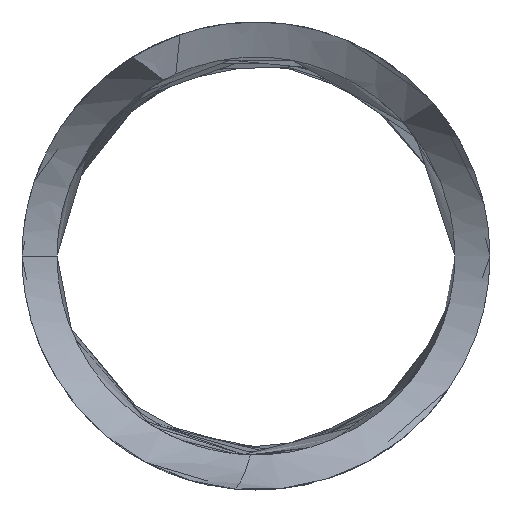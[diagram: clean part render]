
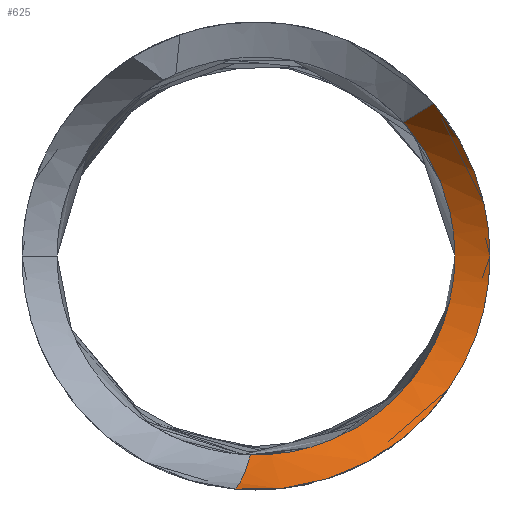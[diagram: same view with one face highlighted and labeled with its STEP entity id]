
A CAD part, front view. The second image highlights one B-rep face of the part: STEP entity #625.
In plain terms, the highlighted free-form (B-spline) face has degree [5, 4] with [6, 5] control points.
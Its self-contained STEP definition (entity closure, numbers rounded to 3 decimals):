
#467=CARTESIAN_POINT('Vertex',(-1648.409,-215.145,-9.615)) ;
#495=CARTESIAN_POINT('Vertex',(-1649.708,-213.709,-10.41)) ;
#499=CARTESIAN_POINT('Control Point',(-1649.708,-213.709,-10.41)) ;
#500=CARTESIAN_POINT('Control Point',(-1649.255,-214.158,-10.125)) ;
#501=CARTESIAN_POINT('Control Point',(-1648.82,-214.637,-9.858)) ;
#502=CARTESIAN_POINT('Control Point',(-1648.409,-215.145,-9.615)) ;
#512=CARTESIAN_POINT('Control Point',(-1402.72,-278.731,-57.866)) ;
#513=CARTESIAN_POINT('Control Point',(-1400.767,-269.078,-59.596)) ;
#514=CARTESIAN_POINT('Control Point',(-1402.07,-265.52,-70.115)) ;
#515=CARTESIAN_POINT('Control Point',(-1405.327,-271.615,-78.904)) ;
#516=CARTESIAN_POINT('Control Point',(-1407.28,-281.269,-77.174)) ;
#517=CARTESIAN_POINT('Control Point',(-1452.92,-266.733,-47.587)) ;
#518=CARTESIAN_POINT('Control Point',(-1450.967,-257.079,-49.317)) ;
#519=CARTESIAN_POINT('Control Point',(-1452.27,-253.521,-59.836)) ;
#520=CARTESIAN_POINT('Control Point',(-1455.527,-259.616,-68.625)) ;
#521=CARTESIAN_POINT('Control Point',(-1457.48,-269.27,-66.895)) ;
#522=CARTESIAN_POINT('Control Point',(-1503.12,-254.734,-37.308)) ;
#523=CARTESIAN_POINT('Control Point',(-1501.167,-245.08,-39.038)) ;
#524=CARTESIAN_POINT('Control Point',(-1502.47,-241.522,-49.557)) ;
#525=CARTESIAN_POINT('Control Point',(-1505.727,-247.618,-58.345)) ;
#526=CARTESIAN_POINT('Control Point',(-1507.68,-257.271,-56.616)) ;
#527=CARTESIAN_POINT('Control Point',(-1553.32,-242.735,-27.029)) ;
#528=CARTESIAN_POINT('Control Point',(-1551.367,-233.081,-28.759)) ;
#529=CARTESIAN_POINT('Control Point',(-1552.67,-229.523,-39.278)) ;
#530=CARTESIAN_POINT('Control Point',(-1555.927,-235.619,-48.066)) ;
#531=CARTESIAN_POINT('Control Point',(-1557.88,-245.272,-46.336)) ;
#532=CARTESIAN_POINT('Control Point',(-1603.52,-230.736,-16.75)) ;
#533=CARTESIAN_POINT('Control Point',(-1601.567,-221.083,-18.48)) ;
#534=CARTESIAN_POINT('Control Point',(-1602.87,-217.524,-28.999)) ;
#535=CARTESIAN_POINT('Control Point',(-1606.127,-223.62,-37.787)) ;
#536=CARTESIAN_POINT('Control Point',(-1608.08,-233.274,-36.057)) ;
#537=CARTESIAN_POINT('Control Point',(-1653.72,-218.737,-6.471)) ;
#538=CARTESIAN_POINT('Control Point',(-1651.767,-209.084,-8.201)) ;
#539=CARTESIAN_POINT('Control Point',(-1653.07,-205.526,-18.72)) ;
#540=CARTESIAN_POINT('Control Point',(-1656.327,-211.621,-27.508)) ;
#541=CARTESIAN_POINT('Control Point',(-1658.28,-221.275,-25.778)) ;
#543=CARTESIAN_POINT('Control Point',(-1656.892,-219.115,-26.085)) ;
#544=CARTESIAN_POINT('Control Point',(-1656.766,-219.015,-26.096)) ;
#545=CARTESIAN_POINT('Control Point',(-1656.641,-218.916,-26.105)) ;
#546=CARTESIAN_POINT('Control Point',(-1656.52,-218.821,-26.112)) ;
#547=CARTESIAN_POINT('Control Point',(-1656.001,-218.415,-26.135)) ;
#548=CARTESIAN_POINT('Control Point',(-1655.477,-218.01,-26.123)) ;
#549=CARTESIAN_POINT('Control Point',(-1655.07,-217.698,-26.094)) ;
#550=CARTESIAN_POINT('Control Point',(-1654.132,-216.988,-25.978)) ;
#551=CARTESIAN_POINT('Control Point',(-1653.195,-216.297,-25.746)) ;
#552=CARTESIAN_POINT('Control Point',(-1652.668,-215.914,-25.578)) ;
#553=CARTESIAN_POINT('Control Point',(-1651.428,-215.029,-25.083)) ;
#554=CARTESIAN_POINT('Control Point',(-1650.237,-214.22,-24.358)) ;
#555=CARTESIAN_POINT('Control Point',(-1649.572,-213.784,-23.855)) ;
#556=CARTESIAN_POINT('Control Point',(-1648.365,-213.026,-22.72)) ;
#557=CARTESIAN_POINT('Control Point',(-1647.379,-212.487,-21.297)) ;
#558=CARTESIAN_POINT('Control Point',(-1646.969,-212.288,-20.547)) ;
#559=CARTESIAN_POINT('Control Point',(-1646.419,-212.073,-19.21)) ;
#560=CARTESIAN_POINT('Control Point',(-1646.118,-212.062,-17.813)) ;
#561=CARTESIAN_POINT('Control Point',(-1646.038,-212.09,-17.244)) ;
#562=CARTESIAN_POINT('Control Point',(-1646.,-212.15,-16.68)) ;
#563=CARTESIAN_POINT('Control Point',(-1646.,-212.238,-16.125)) ;
#564=CARTESIAN_POINT('Vertex',(-1656.892,-219.115,-26.085)) ;
#566=CARTESIAN_POINT('Vertex',(-1646.,-212.238,-16.125)) ;
#570=CARTESIAN_POINT('Control Point',(-1648.409,-215.145,-9.615)) ;
#571=CARTESIAN_POINT('Control Point',(-1647.551,-214.319,-10.616)) ;
#572=CARTESIAN_POINT('Control Point',(-1646.826,-213.568,-11.796)) ;
#573=CARTESIAN_POINT('Control Point',(-1646.278,-212.928,-13.148)) ;
#574=CARTESIAN_POINT('Control Point',(-1646.,-212.475,-14.636)) ;
#575=CARTESIAN_POINT('Control Point',(-1646.,-212.238,-16.125)) ;
#578=CARTESIAN_POINT('Control Point',(-1649.708,-213.709,-10.41)) ;
#579=CARTESIAN_POINT('Control Point',(-1648.873,-213.234,-11.329)) ;
#580=CARTESIAN_POINT('Control Point',(-1648.216,-212.736,-12.39)) ;
#581=CARTESIAN_POINT('Control Point',(-1647.737,-212.305,-13.578)) ;
#582=CARTESIAN_POINT('Control Point',(-1647.5,-211.997,-14.856)) ;
#583=CARTESIAN_POINT('Control Point',(-1647.5,-211.836,-16.125)) ;
#584=CARTESIAN_POINT('Vertex',(-1647.5,-211.836,-16.125)) ;
#588=CARTESIAN_POINT('Control Point',(-1656.234,-214.733,-24.621)) ;
#589=CARTESIAN_POINT('Control Point',(-1655.896,-214.719,-24.631)) ;
#590=CARTESIAN_POINT('Control Point',(-1655.559,-214.681,-24.623)) ;
#591=CARTESIAN_POINT('Control Point',(-1655.224,-214.622,-24.599)) ;
#592=CARTESIAN_POINT('Control Point',(-1654.412,-214.437,-24.5)) ;
#593=CARTESIAN_POINT('Control Point',(-1653.635,-214.179,-24.31)) ;
#594=CARTESIAN_POINT('Control Point',(-1653.186,-214.01,-24.166)) ;
#595=CARTESIAN_POINT('Control Point',(-1652.263,-213.635,-23.799)) ;
#596=CARTESIAN_POINT('Control Point',(-1651.407,-213.249,-23.305)) ;
#597=CARTESIAN_POINT('Control Point',(-1650.973,-213.048,-23.009)) ;
#598=CARTESIAN_POINT('Control Point',(-1650.083,-212.633,-22.294)) ;
#599=CARTESIAN_POINT('Control Point',(-1649.312,-212.281,-21.426)) ;
#600=CARTESIAN_POINT('Control Point',(-1648.937,-212.117,-20.917)) ;
#601=CARTESIAN_POINT('Control Point',(-1648.213,-211.824,-19.711)) ;
#602=CARTESIAN_POINT('Control Point',(-1647.748,-211.703,-18.373)) ;
#603=CARTESIAN_POINT('Control Point',(-1647.58,-211.695,-17.618)) ;
#604=CARTESIAN_POINT('Control Point',(-1647.5,-211.742,-16.863)) ;
#605=CARTESIAN_POINT('Control Point',(-1647.5,-211.836,-16.125)) ;
#606=CARTESIAN_POINT('Vertex',(-1656.234,-214.733,-24.621)) ;
#610=CARTESIAN_POINT('Control Point',(-1656.234,-214.733,-24.621)) ;
#611=CARTESIAN_POINT('Control Point',(-1656.376,-215.526,-25.114)) ;
#612=CARTESIAN_POINT('Control Point',(-1656.517,-216.39,-25.521)) ;
#613=CARTESIAN_POINT('Control Point',(-1656.65,-217.281,-25.813)) ;
#614=CARTESIAN_POINT('Control Point',(-1656.776,-218.198,-26.003)) ;
#615=CARTESIAN_POINT('Control Point',(-1656.892,-219.114,-26.085)) ;
#618=ORIENTED_EDGE('',*,*,#568,.T.) ;
#619=ORIENTED_EDGE('',*,*,#576,.F.) ;
#620=ORIENTED_EDGE('',*,*,#503,.F.) ;
#621=ORIENTED_EDGE('',*,*,#586,.T.) ;
#622=ORIENTED_EDGE('',*,*,#608,.F.) ;
#623=ORIENTED_EDGE('',*,*,#616,.T.) ;
#625=ADVANCED_FACE('Corps principal',(#624),#511,.T.) ;
#498=B_SPLINE_CURVE_WITH_KNOTS('',3,(#499,#500,#501,#502),.UNSPECIFIED.,.F.,.U.,(4,4),(6.889,9.824),.UNSPECIFIED.) ;
#542=B_SPLINE_CURVE_WITH_KNOTS('',5,(#543,#544,#545,#546,#547,#548,#549,#550,#551,#552,#553,#554,#555,#556,#557,#558,#559,#560,#561,#562,#563),.UNSPECIFIED.,.F.,.U.,(6,3,3,3,3,3,6),(1.918,2.971,6.584,11.251,17.692,23.739,27.85),.UNSPECIFIED.) ;
#569=B_SPLINE_CURVE_WITH_KNOTS('',5,(#570,#571,#572,#573,#574,#575),.UNSPECIFIED.,.F.,.U.,(6,6),(9.338,20.369),.UNSPECIFIED.) ;
#577=B_SPLINE_CURVE_WITH_KNOTS('',5,(#578,#579,#580,#581,#582,#583),.UNSPECIFIED.,.F.,.U.,(6,6),(5.976,15.336),.UNSPECIFIED.) ;
#587=B_SPLINE_CURVE_WITH_KNOTS('',5,(#588,#589,#590,#591,#592,#593,#594,#595,#596,#597,#598,#599,#600,#601,#602,#603,#604,#605),.UNSPECIFIED.,.F.,.U.,(6,3,3,3,3,6),(0.337,2.667,6.107,9.962,14.45,19.897),.UNSPECIFIED.) ;
#609=B_SPLINE_CURVE_WITH_KNOTS('',5,(#610,#611,#612,#613,#614,#615),.UNSPECIFIED.,.F.,.U.,(6,6),(2.157,8.756),.UNSPECIFIED.) ;
#503=EDGE_CURVE('',#496,#468,#498,.T.) ;
#568=EDGE_CURVE('',#565,#567,#542,.T.) ;
#576=EDGE_CURVE('',#468,#567,#569,.T.) ;
#586=EDGE_CURVE('',#496,#585,#577,.T.) ;
#608=EDGE_CURVE('',#607,#585,#587,.T.) ;
#616=EDGE_CURVE('',#607,#565,#609,.T.) ;
#617=EDGE_LOOP('',(#618,#619,#620,#621,#622,#623)) ;
#624=FACE_OUTER_BOUND('',#617,.T.) ;
#468=VERTEX_POINT('',#467) ;
#496=VERTEX_POINT('',#495) ;
#565=VERTEX_POINT('',#564) ;
#567=VERTEX_POINT('',#566) ;
#585=VERTEX_POINT('',#584) ;
#607=VERTEX_POINT('',#606) ;
#511=(BOUNDED_SURFACE()B_SPLINE_SURFACE(5,4,((#512,#513,#514,#515,#516),(#517,#518,#519,#520,#521),(#522,#523,#524,#525,#526),(#527,#528,#529,#530,#531),(#532,#533,#534,#535,#536),(#537,#538,#539,#540,#541)),.UNSPECIFIED.,.F.,.F.,.U.)B_SPLINE_SURFACE_WITH_KNOTS((6,6),(5,5),(0.,263.138),(0.,31.416),.UNSPECIFIED.)GEOMETRIC_REPRESENTATION_ITEM()RATIONAL_B_SPLINE_SURFACE(((1.,0.707,0.667,0.707,1.),(1.,0.707,0.667,0.707,1.),(1.,0.707,0.667,0.707,1.),(1.,0.707,0.667,0.707,1.),(1.,0.707,0.667,0.707,1.),(1.,0.707,0.667,0.707,1.)))REPRESENTATION_ITEM('Rational BSpline Surface')SURFACE()) ;
